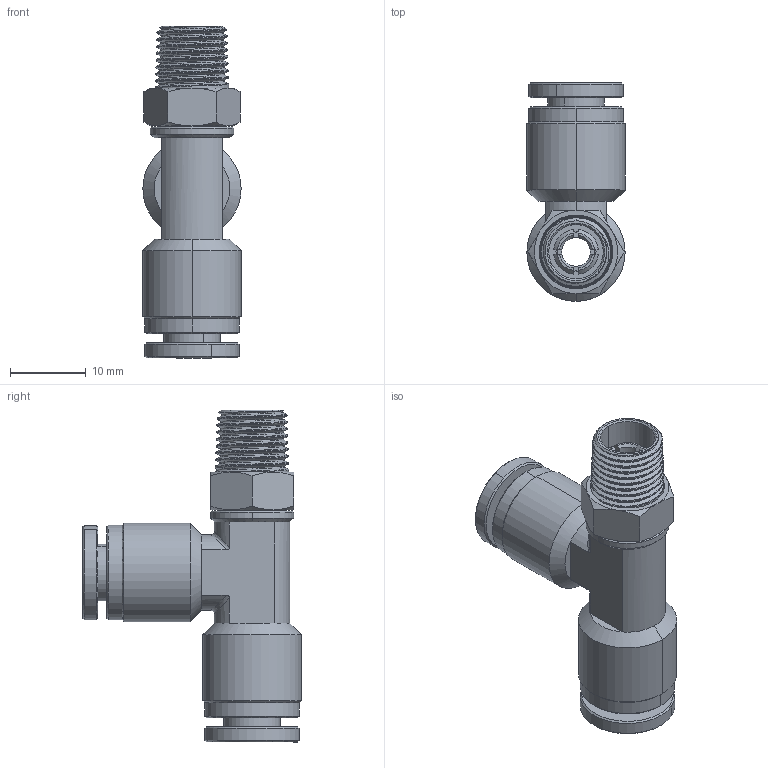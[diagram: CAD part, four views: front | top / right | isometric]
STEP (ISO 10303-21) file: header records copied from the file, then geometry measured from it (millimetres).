
FILE_DESCRIPTION (( 'STEP AP214' ), '1' );
FILE_NAME ('RTS6R1-8W.STEP', '2018-07-26T16:59:22', ( '' ), ( '' ), 'SwSTEP 2.0', 'SolidWorks 2016', '' );
FILE_SCHEMA (( 'AUTOMOTIVE_DESIGN' ));
Length unit declared in the file: millimetre
Products named in the file (1): RTS6R1-8W
Bounding box: 13 x 28.9 x 43.9 mm (x, y, z)
Volume: 4029.9 mm3; surface area: 7299.3 mm2
Topology: 12 solids, 12 shells, 770 faces, 2084 edges, 1351 vertices
Faces by surface type: plane 269, cone 265, cylinder 148, bspline 84, torus 4
Entity records: 40415 total; most frequent: CARTESIAN_POINT 13682, ORIENTED_EDGE 4168, DIRECTION 3363, EDGE_CURVE 2084, AXIS2_PLACEMENT_3D 1376, VERTEX_POINT 1351, EDGE_LOOP 809, UNCERTAINTY_MEASURE_WITH_UNIT 784
